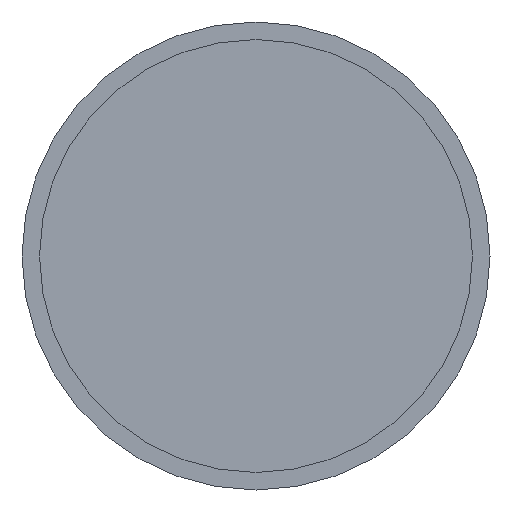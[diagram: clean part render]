
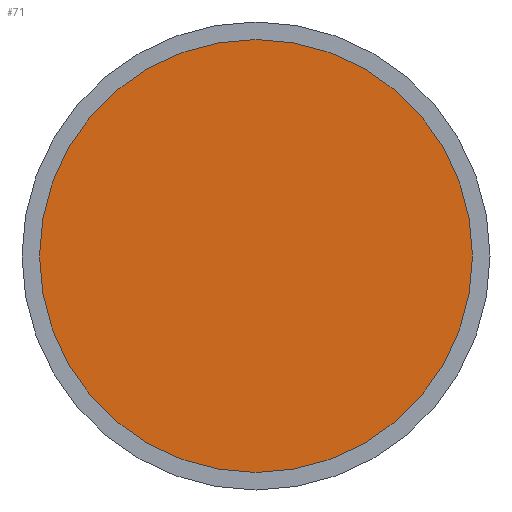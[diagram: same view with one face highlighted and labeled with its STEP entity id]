
A CAD part, front view. The second image highlights one B-rep face of the part: STEP entity #71.
In plain terms, the highlighted planar face has unit normal (0, -1, 0).
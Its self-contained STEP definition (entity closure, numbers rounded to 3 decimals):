
#71 = ADVANCED_FACE( '', ( #154 ), #155, .F. );
#154 = FACE_OUTER_BOUND( '', #271, .T. );
#155 = PLANE( '', #272 );
#271 = EDGE_LOOP( '', ( #373 ) );
#272 = AXIS2_PLACEMENT_3D( '', #374, #375, #376 );
#373 = ORIENTED_EDGE( '', *, *, #447, .T. );
#374 = CARTESIAN_POINT( '', ( 46.25, -3., 0. ) );
#375 = DIRECTION( '', ( 0., 1., 0. ) );
#376 = DIRECTION( '', ( 0., 0., 1. ) );
#447 = EDGE_CURVE( '', #504, #504, #505, .T. );
#504 = VERTEX_POINT( '', #577 );
#505 = CIRCLE( '', #578, 46.25 );
#577 = CARTESIAN_POINT( '', ( 0., -3., -46.25 ) );
#578 = AXIS2_PLACEMENT_3D( '', #663, #664, #665 );
#663 = CARTESIAN_POINT( '', ( 0., -3., 0. ) );
#664 = DIRECTION( '', ( 0., -1., 0. ) );
#665 = DIRECTION( '', ( 0., 0., -1. ) );
